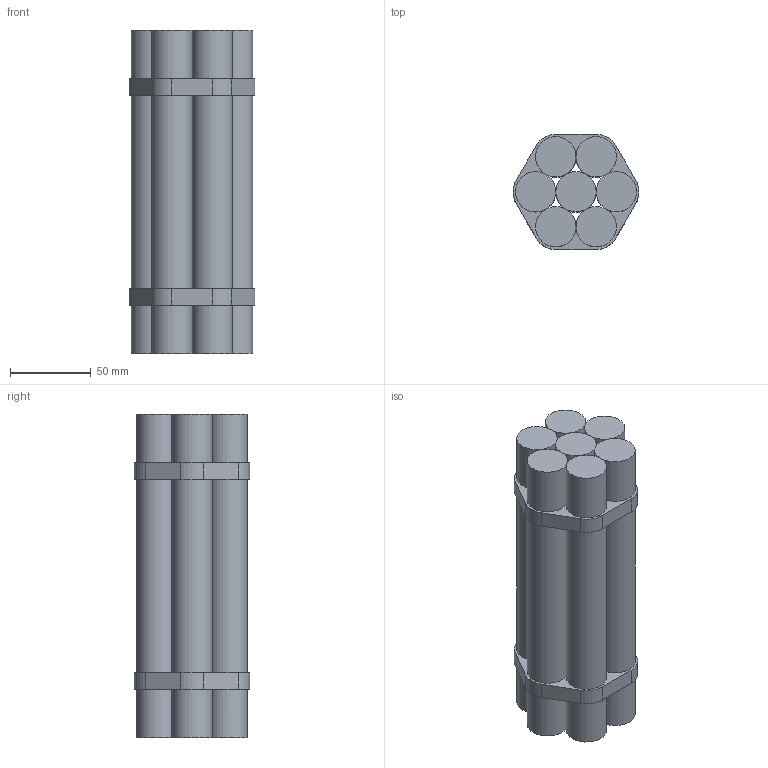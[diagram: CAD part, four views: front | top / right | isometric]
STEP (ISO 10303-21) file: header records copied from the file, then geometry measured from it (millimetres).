
FILE_DESCRIPTION(/* description */ (''),/* implementation_level */ '2;1');
FILE_NAME(/* name */ 'dynamit v7.step',/* time_stamp */ '2021-07-30T16:21:01+02:00',/* author */ (''),/* organization */ (''),/* preprocessor_version */ 'ST-DEVELOPER v18.1',/* originating_system */ 'Autodesk Translation Framework v10.9.0.1377',/* authorisation */ '');
FILE_SCHEMA (('AUTOMOTIVE_DESIGN { 1 0 10303 214 3 1 1 }'));
Length unit declared in the file: millimetre
Products named in the file (1): dynamit
Bounding box: 78 x 71.32 x 200 mm (x, y, z)
Volume: 728988.6 mm3; surface area: 129035.4 mm2
Topology: 4 solids, 4 shells, 112 faces, 252 edges, 140 vertices
Faces by surface type: cylinder 64, plane 48
Full cylindrical faces by diameter (mm): 3 x7, 18 x2, 22 x7
Entity records: 3154 total; most frequent: DIRECTION 606, CARTESIAN_POINT 505, ORIENTED_EDGE 504, EDGE_CURVE 252, AXIS2_PLACEMENT_3D 241, VERTEX_POINT 140, EDGE_LOOP 130, CIRCLE 128
